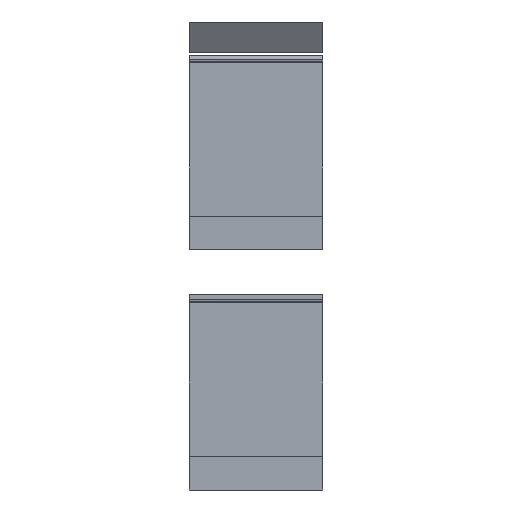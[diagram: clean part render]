
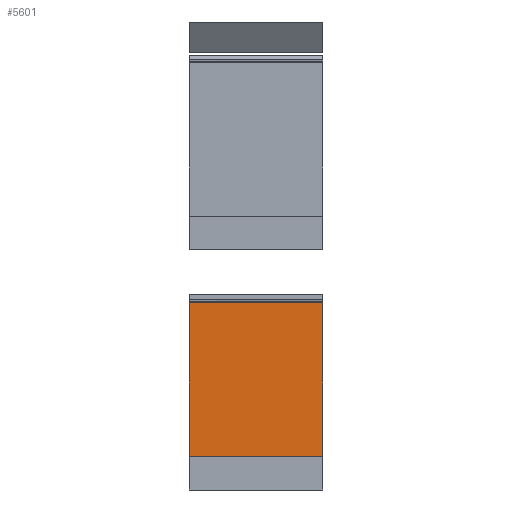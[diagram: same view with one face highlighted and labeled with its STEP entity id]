
A CAD part, left-side view. The second image highlights one B-rep face of the part: STEP entity #5601.
In plain terms, the highlighted planar face has unit normal (-1, 0, 0).
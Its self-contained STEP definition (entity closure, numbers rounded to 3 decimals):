
#533=FACE_OUTER_BOUND('',#848,.T.);
#848=EDGE_LOOP('',(#4024,#4025,#4026,#4027));
#1213=LINE('',#7716,#1786);
#1214=LINE('',#7719,#1787);
#1215=LINE('',#7721,#1788);
#1216=LINE('',#7722,#1789);
#1786=VECTOR('',#6223,10.);
#1787=VECTOR('',#6226,10.);
#1788=VECTOR('',#6227,10.);
#1789=VECTOR('',#6228,10.);
#2373=VERTEX_POINT('',#7712);
#2374=VERTEX_POINT('',#7714);
#2375=VERTEX_POINT('',#7718);
#2376=VERTEX_POINT('',#7720);
#3003=EDGE_CURVE('',#2373,#2374,#1213,.T.);
#3004=EDGE_CURVE('',#2373,#2375,#1214,.T.);
#3005=EDGE_CURVE('',#2376,#2374,#1215,.T.);
#3006=EDGE_CURVE('',#2375,#2376,#1216,.T.);
#4024=ORIENTED_EDGE('',*,*,#3004,.F.);
#4025=ORIENTED_EDGE('',*,*,#3003,.T.);
#4026=ORIENTED_EDGE('',*,*,#3005,.F.);
#4027=ORIENTED_EDGE('',*,*,#3006,.F.);
#5387=PLANE('',#5903);
#5601=ADVANCED_FACE('',(#533),#5387,.T.);
#5903=AXIS2_PLACEMENT_3D('',#7717,#6224,#6225);
#6223=DIRECTION('',(0.,-1.,0.));
#6224=DIRECTION('center_axis',(-1.,0.,0.));
#6225=DIRECTION('ref_axis',(0.,0.,-1.));
#6226=DIRECTION('',(0.,0.,1.));
#6227=DIRECTION('',(0.,0.,-1.));
#6228=DIRECTION('',(0.,-1.,0.));
#7712=CARTESIAN_POINT('',(-72.839,0.,5.776));
#7714=CARTESIAN_POINT('',(-72.839,-10.,5.776));
#7716=CARTESIAN_POINT('',(-72.839,0.,5.776));
#7717=CARTESIAN_POINT('Origin',(-72.839,0.,17.276));
#7718=CARTESIAN_POINT('',(-72.839,0.,17.276));
#7719=CARTESIAN_POINT('',(-72.839,0.,5.776));
#7720=CARTESIAN_POINT('',(-72.839,-10.,17.276));
#7721=CARTESIAN_POINT('',(-72.839,-10.,5.776));
#7722=CARTESIAN_POINT('',(-72.839,0.,17.276));
